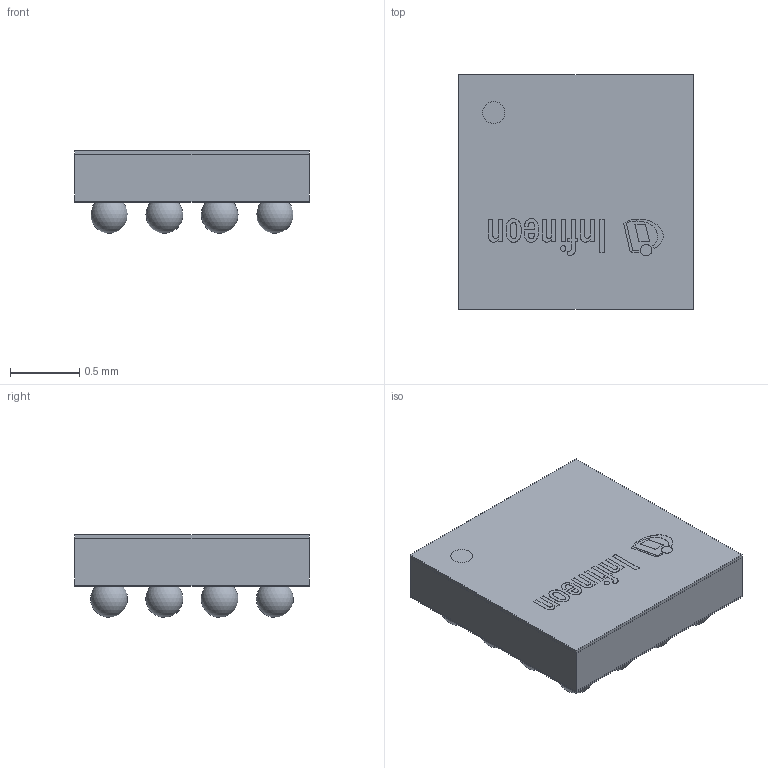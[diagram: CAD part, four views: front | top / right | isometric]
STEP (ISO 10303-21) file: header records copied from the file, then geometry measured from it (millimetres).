
FILE_DESCRIPTION(/* description */ (''),/* implementation_level */ '2;1');
FILE_NAME(/* name */ 'SG-UFWLB-16-2_Z8B00253380_V02_3D.stp',/* time_stamp */ '2024-10-28T19:07:41+05:30',/* author */ ('Sivamani'),/* organization */ (''),/* preprocessor_version */ 'ST-DEVELOPER v19.2',/* originating_system */ 'AutoCAD Mechanical',/* authorisation */ '');
FILE_SCHEMA (('AUTOMOTIVE_DESIGN { 1 0 10303 214 3 1 1 }'));
Length unit declared in the file: millimetre
Products named in the file (1): Product
Bounding box: 1.7 x 1.7 x 0.6 mm (x, y, z)
Volume: 1.2 mm3; surface area: 23.7 mm2
Topology: 32 solids, 32 shells, 168 faces, 357 edges, 238 vertices
Faces by surface type: plane 128, bspline 20, sphere 16, cylinder 4
Full cylindrical faces by diameter (mm): 0.04 x1, 0.082 x1, 0.16 x2
Entity records: 4622 total; most frequent: CARTESIAN_POINT 1456, ORIENTED_EDGE 682, DIRECTION 539, EDGE_CURVE 341, VERTEX_POINT 238, AXIS2_PLACEMENT_3D 189, EDGE_LOOP 173, FACE_OUTER_BOUND 168
